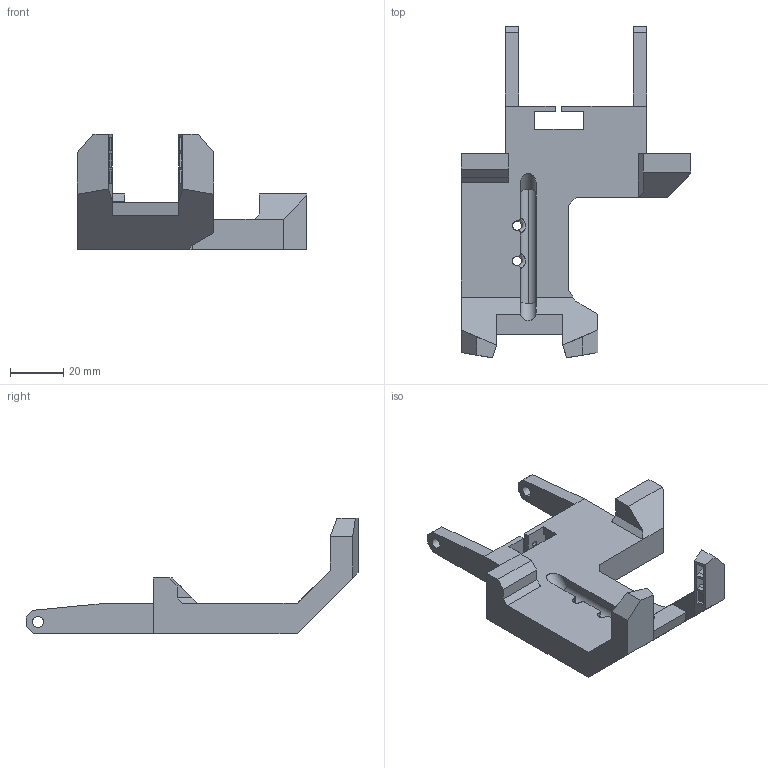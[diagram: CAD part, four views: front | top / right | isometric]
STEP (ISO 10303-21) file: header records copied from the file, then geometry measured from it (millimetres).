
FILE_DESCRIPTION (( 'STEP AP203' ), '1' );
FILE_NAME ('ñîïëî3_5.STEP', '2023-12-26T20:27:18', ( '' ), ( '' ), 'SwSTEP 2.0', 'SolidWorks 2018', '' );
FILE_SCHEMA (( 'CONFIG_CONTROL_DESIGN' ));
Length unit declared in the file: millimetre
Products named in the file (1): ñîïëî3_5
Bounding box: 86.3 x 124.8 x 43.5 mm (x, y, z)
Volume: 33885.8 mm3; surface area: 31791.3 mm2
Topology: 1 solids, 1 shells, 276 faces, 805 edges, 521 vertices
Faces by surface type: plane 197, cylinder 72, cone 5, bspline 2
Entity records: 9537 total; most frequent: CARTESIAN_POINT 2146, ORIENTED_EDGE 1610, DIRECTION 1421, EDGE_CURVE 805, LINE 645, VECTOR 645, VERTEX_POINT 521, AXIS2_PLACEMENT_3D 388
